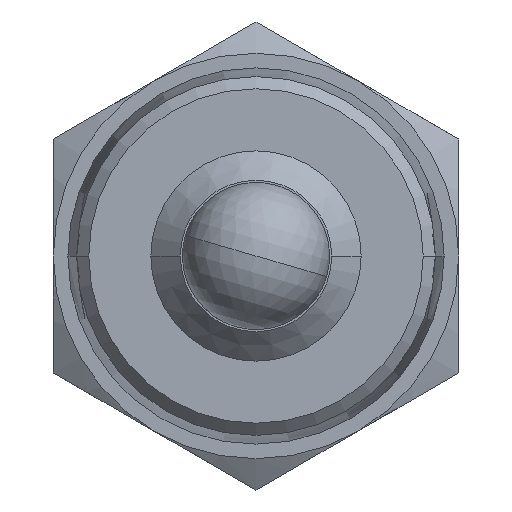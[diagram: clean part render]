
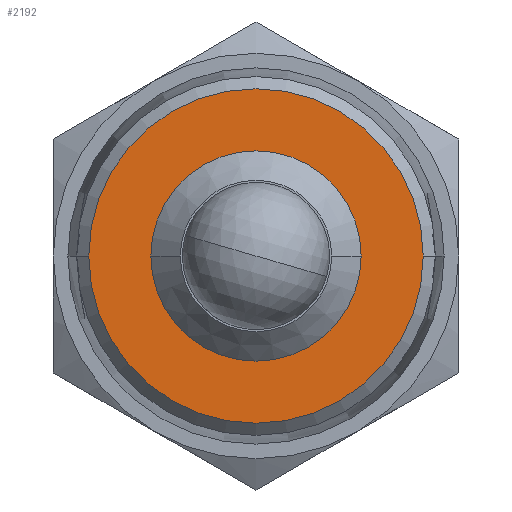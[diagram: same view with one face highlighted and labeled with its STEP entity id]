
A CAD part, front view. The second image highlights one B-rep face of the part: STEP entity #2192.
In plain terms, the highlighted planar face has unit normal (0, -1, 0).
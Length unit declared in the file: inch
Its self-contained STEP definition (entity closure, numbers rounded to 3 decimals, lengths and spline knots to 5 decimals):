
#196 = VERTEX_POINT ( 'NONE', #1442 ) ;
#314 = CARTESIAN_POINT ( 'NONE',  ( 0.28384, -0.825, 0. ) ) ;
#361 = ORIENTED_EDGE ( 'NONE', *, *, #417, .T. ) ;
#405 = PLANE ( 'NONE',  #1082 ) ;
#417 = EDGE_CURVE ( 'NONE', #841, #196, #1681, .T. ) ;
#432 = EDGE_CURVE ( 'NONE', #1391, #1297, #2140, .T. ) ;
#506 = CARTESIAN_POINT ( 'NONE',  ( -0.28384, -0.825, 0. ) ) ;
#535 = CARTESIAN_POINT ( 'NONE',  ( 0.1785, -0.825, 0. ) ) ;
#569 = DIRECTION ( 'NONE',  ( 0., -1., 0. ) ) ;
#597 = FACE_OUTER_BOUND ( 'NONE', #1163, .T. ) ;
#634 = DIRECTION ( 'NONE',  ( 0., 1., 0. ) ) ;
#841 = VERTEX_POINT ( 'NONE', #535 ) ;
#905 = AXIS2_PLACEMENT_3D ( 'NONE', #1589, #569, #1766 ) ;
#938 = CARTESIAN_POINT ( 'NONE',  ( 0.30384, -0.825, 0. ) ) ;
#948 = CARTESIAN_POINT ( 'NONE',  ( 0., -0.825, 0. ) ) ;
#969 = DIRECTION ( 'NONE',  ( 0., -1., 0. ) ) ;
#983 = AXIS2_PLACEMENT_3D ( 'NONE', #1324, #969, #1813 ) ;
#1006 = ORIENTED_EDGE ( 'NONE', *, *, #1545, .T. ) ;
#1071 = CIRCLE ( 'NONE', #1243, 0.1785 ) ;
#1082 = AXIS2_PLACEMENT_3D ( 'NONE', #938, #2110, #1111 ) ;
#1090 = AXIS2_PLACEMENT_3D ( 'NONE', #1994, #634, #1824 ) ;
#1111 = DIRECTION ( 'NONE',  ( -1., 0., 0. ) ) ;
#1117 = DIRECTION ( 'NONE',  ( -1., 0., 0. ) ) ;
#1140 = CIRCLE ( 'NONE', #905, 0.28384 ) ;
#1163 = EDGE_LOOP ( 'NONE', ( #1006, #1881 ) ) ;
#1243 = AXIS2_PLACEMENT_3D ( 'NONE', #948, #2113, #1117 ) ;
#1297 = VERTEX_POINT ( 'NONE', #506 ) ;
#1324 = CARTESIAN_POINT ( 'NONE',  ( 0., -0.825, 0. ) ) ;
#1391 = VERTEX_POINT ( 'NONE', #314 ) ;
#1442 = CARTESIAN_POINT ( 'NONE',  ( -0.1785, -0.825, 0. ) ) ;
#1491 = FACE_BOUND ( 'NONE', #2027, .T. ) ;
#1545 = EDGE_CURVE ( 'NONE', #1297, #1391, #1140, .T. ) ;
#1589 = CARTESIAN_POINT ( 'NONE',  ( 0., -0.825, 0. ) ) ;
#1635 = EDGE_CURVE ( 'NONE', #196, #841, #1071, .T. ) ;
#1681 = CIRCLE ( 'NONE', #1090, 0.1785 ) ;
#1683 = ORIENTED_EDGE ( 'NONE', *, *, #1635, .T. ) ;
#1766 = DIRECTION ( 'NONE',  ( -1., 0., 0. ) ) ;
#1813 = DIRECTION ( 'NONE',  ( -1., 0., 0. ) ) ;
#1824 = DIRECTION ( 'NONE',  ( -1., 0., 0. ) ) ;
#1881 = ORIENTED_EDGE ( 'NONE', *, *, #432, .T. ) ;
#1994 = CARTESIAN_POINT ( 'NONE',  ( 0., -0.825, 0. ) ) ;
#2027 = EDGE_LOOP ( 'NONE', ( #1683, #361 ) ) ;
#2110 = DIRECTION ( 'NONE',  ( 0., 1., 0. ) ) ;
#2113 = DIRECTION ( 'NONE',  ( 0., 1., 0. ) ) ;
#2140 = CIRCLE ( 'NONE', #983, 0.28384 ) ;
#2192 = ADVANCED_FACE ( 'NONE', ( #597, #1491 ), #405, .F. ) ;
